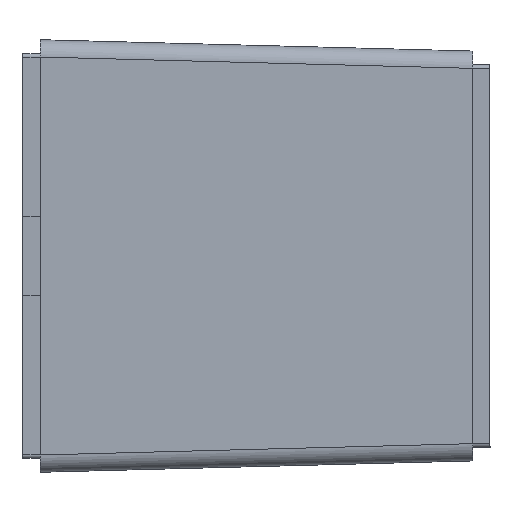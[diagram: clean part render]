
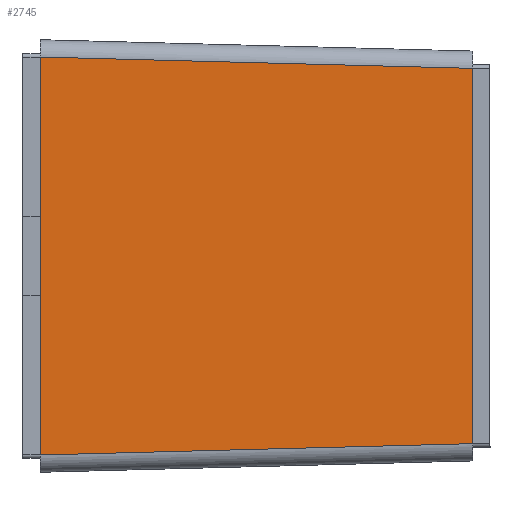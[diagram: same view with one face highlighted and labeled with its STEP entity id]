
A CAD part, left-side view. The second image highlights one B-rep face of the part: STEP entity #2745.
In plain terms, the highlighted planar face has unit normal (-1, -0.026, 0).
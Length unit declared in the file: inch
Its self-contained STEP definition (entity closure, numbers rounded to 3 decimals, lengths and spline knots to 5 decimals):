
#141=PLANE('',#3012);
#309=FACE_OUTER_BOUND('',#470,.T.);
#470=EDGE_LOOP('',(#2511,#2512,#2513,#2514,#2515,#2516));
#683=LINE('',#4669,#933);
#685=LINE('',#4675,#935);
#721=LINE('',#5042,#971);
#722=LINE('',#5044,#972);
#723=LINE('',#5045,#973);
#724=LINE('',#5046,#974);
#933=VECTOR('',#3674,0.98493);
#935=VECTOR('',#3680,0.1811);
#971=VECTOR('',#3744,0.85399);
#972=VECTOR('',#3745,0.98493);
#973=VECTOR('',#3746,0.36222);
#974=VECTOR('',#3747,0.36222);
#1339=VERTEX_POINT('',#4666);
#1340=VERTEX_POINT('',#4668);
#1341=VERTEX_POINT('',#4672);
#1342=VERTEX_POINT('',#4674);
#1363=VERTEX_POINT('',#5041);
#1364=VERTEX_POINT('',#5043);
#1712=EDGE_CURVE('',#1340,#1339,#683,.T.);
#1715=EDGE_CURVE('',#1342,#1341,#685,.T.);
#1759=EDGE_CURVE('',#1339,#1363,#721,.T.);
#1760=EDGE_CURVE('',#1364,#1363,#722,.T.);
#1761=EDGE_CURVE('',#1342,#1364,#723,.T.);
#1762=EDGE_CURVE('',#1340,#1341,#724,.T.);
#2511=ORIENTED_EDGE('',*,*,#1759,.T.);
#2512=ORIENTED_EDGE('',*,*,#1760,.F.);
#2513=ORIENTED_EDGE('',*,*,#1761,.F.);
#2514=ORIENTED_EDGE('',*,*,#1715,.T.);
#2515=ORIENTED_EDGE('',*,*,#1762,.F.);
#2516=ORIENTED_EDGE('',*,*,#1712,.T.);
#2745=ADVANCED_FACE('',(#309),#141,.T.);
#3012=AXIS2_PLACEMENT_3D('',#5040,#3742,#3743);
#3674=DIRECTION('',(0.026,-0.999,0.026));
#3680=DIRECTION('',(0.,0.,-1.));
#3742=DIRECTION('center_axis',(-1.,-0.026,0.));
#3743=DIRECTION('ref_axis',(0.,0.,1.));
#3744=DIRECTION('',(0.,0.,1.));
#3745=DIRECTION('',(0.026,-0.999,-0.026));
#3746=DIRECTION('',(0.,0.,1.));
#3747=DIRECTION('',(0.,0.,1.));
#4666=CARTESIAN_POINT('',(-0.50572,-0.98425,-0.427));
#4668=CARTESIAN_POINT('',(-0.5315,0.,-0.45277));
#4669=CARTESIAN_POINT('',(-0.5315,0.,-0.45277));
#4672=CARTESIAN_POINT('',(-0.5315,0.,-0.09055));
#4674=CARTESIAN_POINT('',(-0.5315,0.,0.09055));
#4675=CARTESIAN_POINT('',(-0.5315,0.,0.09055));
#5040=CARTESIAN_POINT('Origin',(-0.5315,0.,-0.56043));
#5041=CARTESIAN_POINT('',(-0.50572,-0.98425,0.427));
#5042=CARTESIAN_POINT('',(-0.50572,-0.98425,-0.427));
#5043=CARTESIAN_POINT('',(-0.5315,0.,0.45277));
#5044=CARTESIAN_POINT('',(-0.5315,0.,0.45277));
#5045=CARTESIAN_POINT('',(-0.5315,0.,0.09055));
#5046=CARTESIAN_POINT('',(-0.5315,0.,-0.45277));
